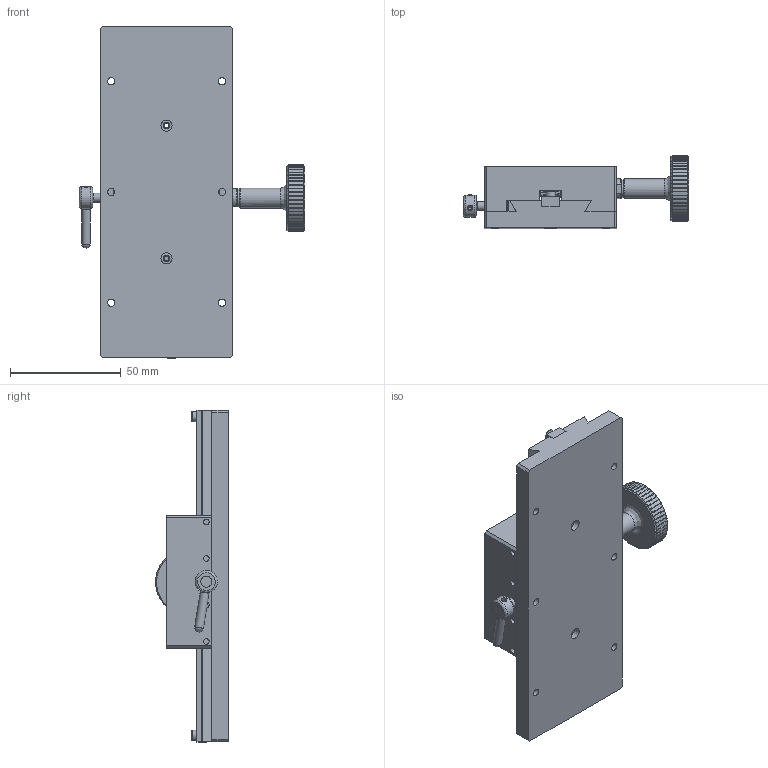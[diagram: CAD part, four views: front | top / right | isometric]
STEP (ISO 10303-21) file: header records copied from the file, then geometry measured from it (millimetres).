
FILE_DESCRIPTION (( 'STEP AP203' ), '1' );
FILE_NAME ('528701.STEP', '2024-10-14T02:40:29', ( 'Windows User' ), ( 'P R C' ), 'SwSTEP 2.0', 'SolidWorks 2020', '' );
FILE_SCHEMA (( 'CONFIG_CONTROL_DESIGN' ));
Products named in the file (1): 528701
Bounding box: 101.79 x 32.9 x 150 mm (x, y, z)
Volume: 158292.5 mm3; surface area: 52967.8 mm2
Topology: 17 solids, 17 shells, 601 faces, 1422 edges, 865 vertices
Faces by surface type: plane 264, cone 154, cylinder 144, bspline 39
Full cylindrical faces by diameter (mm): 2.05 x4, 2.5 x13, 2.9 x4, 3 x5, 3.3 x17, 4 x4, 4.1 x2, 4.5 x4, 5 x8, 6 x6, 7.4 x1, 8 x4, 9 x2, 10 x2
Entity records: 101137 total; most frequent: CARTESIAN_POINT 88767, ORIENTED_EDGE 2456, DIRECTION 2409, EDGE_CURVE 1228, AXIS2_PLACEMENT_3D 979, EDGE_LOOP 807, VERTEX_POINT 805, FACE_OUTER_BOUND 682
